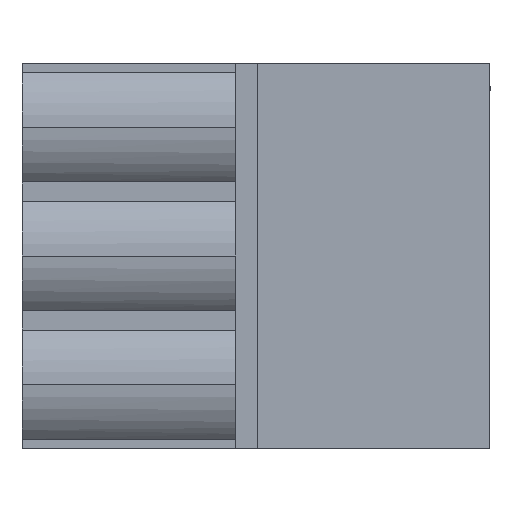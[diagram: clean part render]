
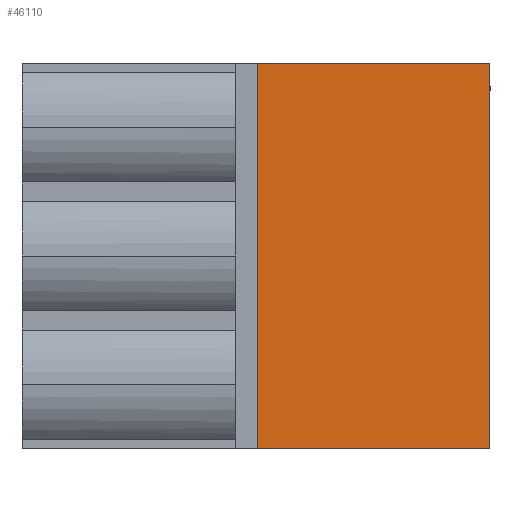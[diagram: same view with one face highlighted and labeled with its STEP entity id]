
A CAD part, front view. The second image highlights one B-rep face of the part: STEP entity #46110.
In plain terms, the highlighted planar face has unit normal (0, -1, 0).
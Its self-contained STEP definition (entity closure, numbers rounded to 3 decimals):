
#12850=CARTESIAN_POINT('',(49.497,37.913
   ,2.5));
#12860=VERTEX_POINT('',#12850);
#12890=CARTESIAN_POINT('',(49.497,37.913
   ,0.));
#12900=DIRECTION('',(0.,0.,
   -1.));
#12910=VECTOR('',#12900,1.);
#12920=LINE('',#12890,#12910);
#12930=CARTESIAN_POINT('',(49.497,37.913
   ,-12.5));
#12940=VERTEX_POINT('',#12930);
#12950=EDGE_CURVE('',#12860,#12940,#12920,.T.);
#19190=CARTESIAN_POINT('',(58.527,37.913
   ,2.5));
#19200=VERTEX_POINT('',#19190);
#19230=CARTESIAN_POINT('',(0.,37.913
   ,2.5));
#19240=DIRECTION('',(-1.,0.,
   0.));
#19250=VECTOR('',#19240,1.);
#19260=LINE('',#19230,#19250);
#19270=EDGE_CURVE('',#19200,#12860,#19260,.T.);
#45880=CARTESIAN_POINT('',(49.497,37.913
   ,0.));
#45890=DIRECTION('',(0.,-1.,
   0.));
#45900=DIRECTION('',(-1.,0.,
   0.));
#45910=AXIS2_PLACEMENT_3D('',#45880,#45890,#45900);
#45920=PLANE('',#45910);
#45930=CARTESIAN_POINT('',(0.,37.913
   ,-12.5));
#45940=DIRECTION('',(1.,0.,
   0.));
#45950=VECTOR('',#45940,1.);
#45960=LINE('',#45930,#45950);
#45970=CARTESIAN_POINT('',(58.527,37.913
   ,-12.5));
#45980=VERTEX_POINT('',#45970);
#45990=EDGE_CURVE('',#12940,#45980,#45960,.T.);
#46000=ORIENTED_EDGE('',*,*,#45990,.T.);
#46010=ORIENTED_EDGE('',*,*,#12950,.T.);
#46020=ORIENTED_EDGE('',*,*,#19270,.T.);
#46030=CARTESIAN_POINT('',(58.527,37.913
   ,-5.));
#46040=DIRECTION('',(0.,0.,
   -1.));
#46050=VECTOR('',#46040,1.);
#46060=LINE('',#46030,#46050);
#46070=EDGE_CURVE('',#19200,#45980,#46060,.T.);
#46080=ORIENTED_EDGE('',*,*,#46070,.F.);
#46090=EDGE_LOOP('',(#46080,#46020,#46010,#46000));
#46100=FACE_OUTER_BOUND('',#46090,.T.);
#46110=ADVANCED_FACE('',(#46100),#45920,.T.);
